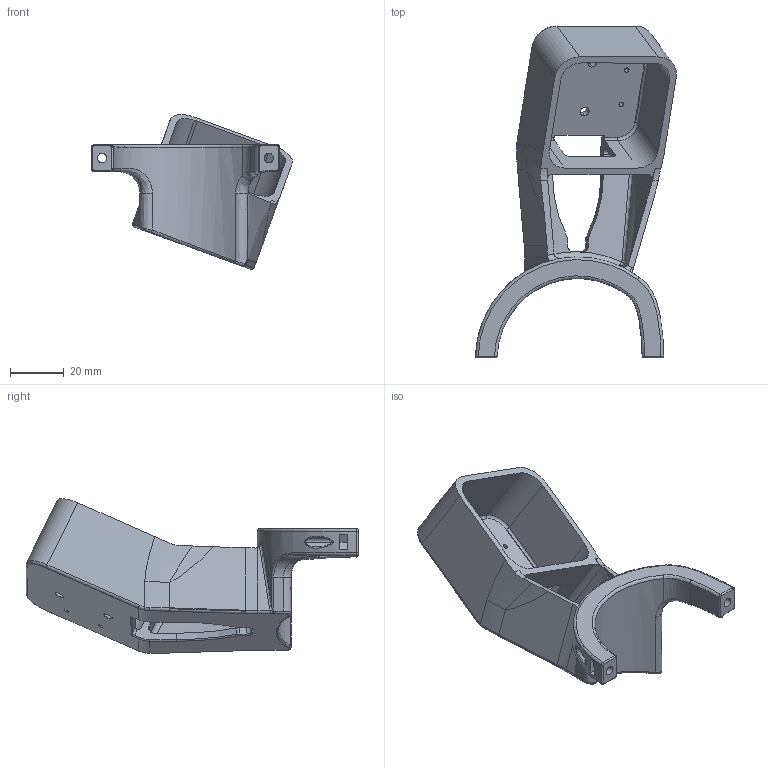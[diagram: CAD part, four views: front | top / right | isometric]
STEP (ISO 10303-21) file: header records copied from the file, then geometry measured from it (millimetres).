
FILE_DESCRIPTION (( 'STEP AP214' ), '1' );
FILE_NAME ('勂窒眈儂盓殤衵.STEP', '2024-11-05T06:57:41', ( '' ), ( '' ), 'SwSTEP 2.0', 'SolidWorks 2023', '' );
FILE_SCHEMA (( 'AUTOMOTIVE_DESIGN' ));
Length unit declared in the file: millimetre
Products named in the file (1): 腕部相机支架右
Bounding box: 74.6 x 123.27 x 57.48 mm (x, y, z)
Volume: 43449 mm3; surface area: 26017 mm2
Topology: 1 solids, 1 shells, 247 faces, 637 edges, 384 vertices
Faces by surface type: cylinder 92, bspline 75, plane 49, torus 29, sphere 2
Entity records: 11249 total; most frequent: CARTESIAN_POINT 5765, ORIENTED_EDGE 1262, DIRECTION 1012, EDGE_CURVE 631, AXIS2_PLACEMENT_3D 400, VERTEX_POINT 384, EDGE_LOOP 265, FACE_OUTER_BOUND 247
